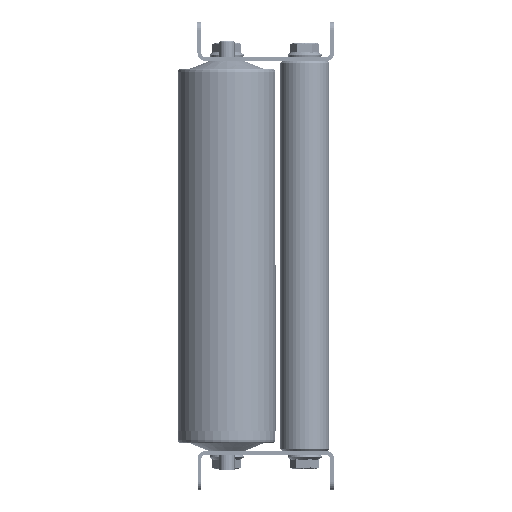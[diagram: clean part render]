
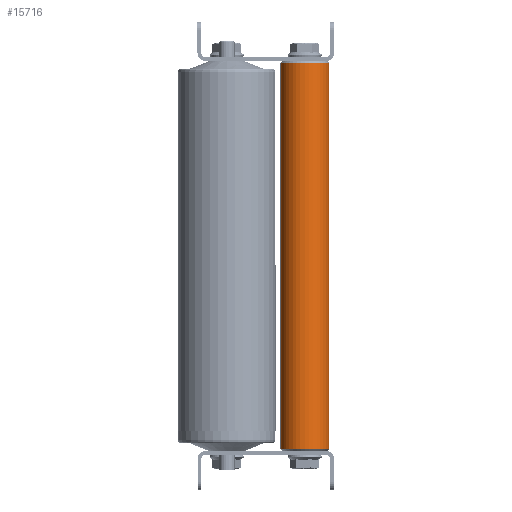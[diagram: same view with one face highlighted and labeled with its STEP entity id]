
A CAD part, left-side view. The second image highlights one B-rep face of the part: STEP entity #15716.
In plain terms, the highlighted cylindrical face has radius 12.5 mm (diameter 25 mm), a partial arc.
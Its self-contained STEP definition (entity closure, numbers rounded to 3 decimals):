
#519 = AXIS2_PLACEMENT_3D ( 'NONE', #54163, #15715, #39984 ) ;
#3156 = VERTEX_POINT ( 'NONE', #46724 ) ;
#4884 = ORIENTED_EDGE ( 'NONE', *, *, #16175, .T. ) ;
#6953 = EDGE_CURVE ( 'NONE', #38960, #45104, #10853, .T. ) ;
#7572 = ORIENTED_EDGE ( 'NONE', *, *, #6953, .T. ) ;
#7685 = DIRECTION ( 'NONE',  ( 1., 0., 0. ) ) ;
#8855 = AXIS2_PLACEMENT_3D ( 'NONE', #51298, #7685, #22481 ) ;
#10030 = FACE_OUTER_BOUND ( 'NONE', #51577, .T. ) ;
#10662 = DIRECTION ( 'NONE',  ( 0., 0., 1. ) ) ;
#10853 = LINE ( 'NONE', #11182, #22647 ) ;
#11182 = CARTESIAN_POINT ( 'NONE',  ( 200., 0., -12.5 ) ) ;
#11318 = CARTESIAN_POINT ( 'NONE',  ( 200., 0., 0. ) ) ;
#12933 = VECTOR ( 'NONE', #52671, 1000. ) ;
#15715 = DIRECTION ( 'NONE',  ( -1., 0., 0. ) ) ;
#15716 = ADVANCED_FACE ( 'NONE', ( #10030 ), #60441, .T. ) ;
#16175 = EDGE_CURVE ( 'NONE', #3156, #38960, #28372, .T. ) ;
#20307 = DIRECTION ( 'NONE',  ( -1., 0., 0. ) ) ;
#22481 = DIRECTION ( 'NONE',  ( 0., 0., -1. ) ) ;
#22647 = VECTOR ( 'NONE', #24404, 1000. ) ;
#23054 = EDGE_CURVE ( 'NONE', #45104, #61432, #26390, .T. ) ;
#24404 = DIRECTION ( 'NONE',  ( -1., 0., 0. ) ) ;
#26390 = CIRCLE ( 'NONE', #8855, 12.5 ) ;
#28372 = CIRCLE ( 'NONE', #519, 12.5 ) ;
#36342 = CARTESIAN_POINT ( 'NONE',  ( 199., 0., -12.5 ) ) ;
#37694 = ORIENTED_EDGE ( 'NONE', *, *, #38084, .F. ) ;
#38084 = EDGE_CURVE ( 'NONE', #3156, #61432, #43596, .T. ) ;
#38451 = CARTESIAN_POINT ( 'NONE',  ( 200., 0., 12.5 ) ) ;
#38754 = CARTESIAN_POINT ( 'NONE',  ( 1., 0., -12.5 ) ) ;
#38960 = VERTEX_POINT ( 'NONE', #36342 ) ;
#39984 = DIRECTION ( 'NONE',  ( 0., 0., -1. ) ) ;
#41355 = ORIENTED_EDGE ( 'NONE', *, *, #23054, .T. ) ;
#43596 = LINE ( 'NONE', #38451, #12933 ) ;
#45104 = VERTEX_POINT ( 'NONE', #38754 ) ;
#46724 = CARTESIAN_POINT ( 'NONE',  ( 199., 0., 12.5 ) ) ;
#51298 = CARTESIAN_POINT ( 'NONE',  ( 1., 0., 0. ) ) ;
#51577 = EDGE_LOOP ( 'NONE', ( #4884, #7572, #41355, #37694 ) ) ;
#52671 = DIRECTION ( 'NONE',  ( -1., 0., 0. ) ) ;
#54163 = CARTESIAN_POINT ( 'NONE',  ( 199., 0., 0. ) ) ;
#60346 = AXIS2_PLACEMENT_3D ( 'NONE', #11318, #20307, #10662 ) ;
#60441 = CYLINDRICAL_SURFACE ( 'NONE', #60346, 12.5 ) ;
#60955 = CARTESIAN_POINT ( 'NONE',  ( 1., 0., 12.5 ) ) ;
#61432 = VERTEX_POINT ( 'NONE', #60955 ) ;
